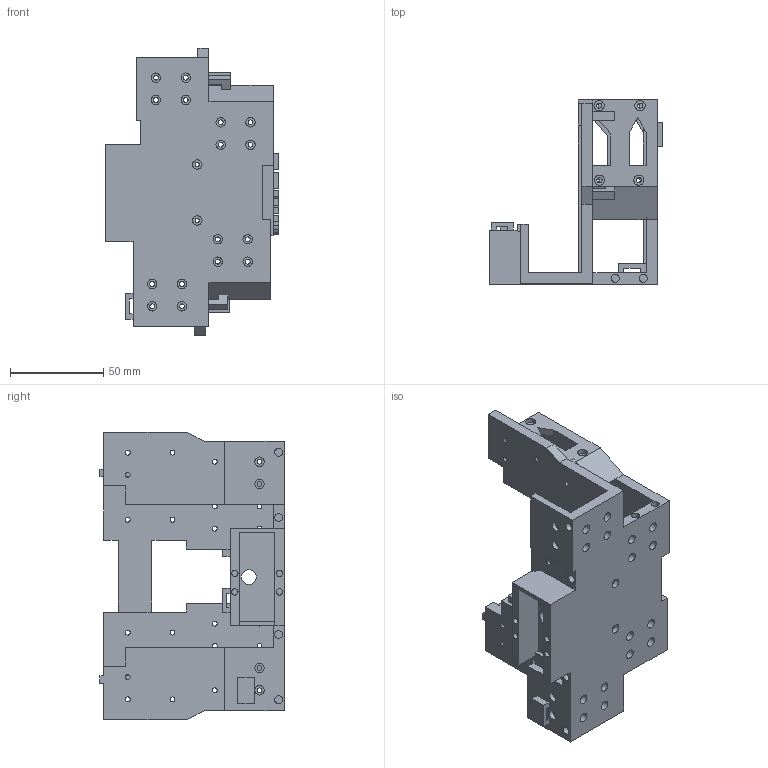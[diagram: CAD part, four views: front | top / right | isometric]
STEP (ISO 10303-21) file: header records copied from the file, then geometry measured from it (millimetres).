
FILE_DESCRIPTION(/* description */ (''),/* implementation_level */ '2;1');
FILE_NAME(/* name */ '4fingers_bottom_right.stp',/* time_stamp */ '2024-12-31T16:43:03-05:00',/* author */ ('Kenny'),/* organization */ (''),/* preprocessor_version */ 'ST-DEVELOPER v20',/* originating_system */ 'Autodesk Inventor 2025',/* authorisation */ '');
FILE_SCHEMA (('AUTOMOTIVE_DESIGN { 1 0 10303 214 3 1 1 }'));
Length unit declared in the file: millimetre
Products named in the file (1): palm_bottom_plate_4fingers_right
Bounding box: 93.25 x 99 x 154.4 mm (x, y, z)
Volume: 163249.2 mm3; surface area: 77320.9 mm2
Topology: 1 solids, 1 shells, 402 faces, 995 edges, 662 vertices
Faces by surface type: plane 263, cylinder 129, bspline 10
Full cylindrical faces by diameter (mm): 2.3 x2, 2.6 x46, 2.8 x8, 3.4 x4, 4.3 x12, 5 x46, 5.5 x8, 5.9 x2, 8 x1
Entity records: 12721 total; most frequent: CARTESIAN_POINT 2190, DIRECTION 2019, ORIENTED_EDGE 1990, EDGE_CURVE 995, LINE 717, VECTOR 717, VERTEX_POINT 660, AXIS2_PLACEMENT_3D 651
